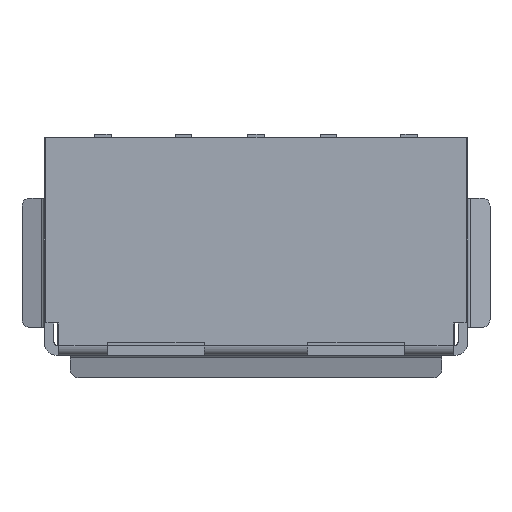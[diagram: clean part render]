
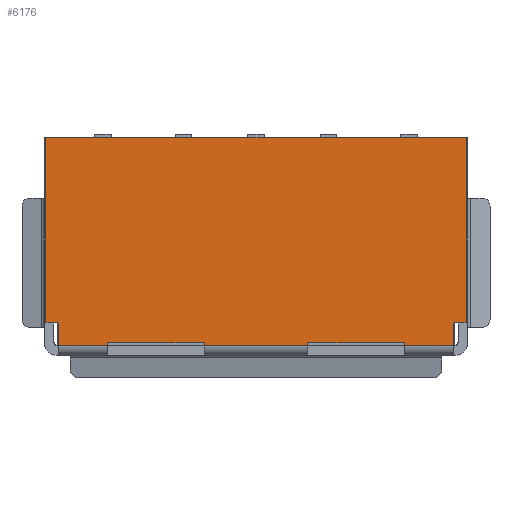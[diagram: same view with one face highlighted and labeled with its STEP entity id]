
A CAD part, left-side view. The second image highlights one B-rep face of the part: STEP entity #6176.
In plain terms, the highlighted planar face has unit normal (-1, 0, 0).
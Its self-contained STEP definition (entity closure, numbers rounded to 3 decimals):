
#326=FACE_OUTER_BOUND('',#647,.T.);
#647=EDGE_LOOP('',(#4337,#4338,#4339,#4340,#4341,#4342,#4343,#4344,#4345,
#4346,#4347,#4348,#4349,#4350,#4351,#4352));
#1134=LINE('',#8815,#1819);
#1227=LINE('',#9049,#1912);
#1230=LINE('',#9054,#1915);
#1232=LINE('',#9059,#1917);
#1235=LINE('',#9067,#1920);
#1240=LINE('',#9076,#1925);
#1241=LINE('',#9080,#1926);
#1245=LINE('',#9090,#1930);
#1249=LINE('',#9098,#1934);
#1253=LINE('',#9108,#1938);
#1255=LINE('',#9114,#1940);
#1259=LINE('',#9119,#1944);
#1260=LINE('',#9121,#1945);
#1262=LINE('',#9124,#1947);
#1265=LINE('',#9128,#1950);
#1266=LINE('',#9130,#1951);
#1819=VECTOR('',#7030,10.);
#1912=VECTOR('',#7233,10.);
#1915=VECTOR('',#7238,10.);
#1917=VECTOR('',#7244,10.);
#1920=VECTOR('',#7251,10.);
#1925=VECTOR('',#7260,10.);
#1926=VECTOR('',#7265,10.);
#1930=VECTOR('',#7273,10.);
#1934=VECTOR('',#7279,10.);
#1938=VECTOR('',#7285,10.);
#1940=VECTOR('',#7291,10.);
#1944=VECTOR('',#7297,10.);
#1945=VECTOR('',#7300,10.);
#1947=VECTOR('',#7304,10.);
#1950=VECTOR('',#7309,10.);
#1951=VECTOR('',#7312,10.);
#2504=VERTEX_POINT('',#8812);
#2505=VERTEX_POINT('',#8814);
#2590=VERTEX_POINT('',#9046);
#2591=VERTEX_POINT('',#9048);
#2592=VERTEX_POINT('',#9053);
#2593=VERTEX_POINT('',#9057);
#2595=VERTEX_POINT('',#9062);
#2596=VERTEX_POINT('',#9065);
#2598=VERTEX_POINT('',#9074);
#2599=VERTEX_POINT('',#9078);
#2601=VERTEX_POINT('',#9083);
#2603=VERTEX_POINT('',#9088);
#2606=VERTEX_POINT('',#9096);
#2610=VERTEX_POINT('',#9105);
#2611=VERTEX_POINT('',#9107);
#2612=VERTEX_POINT('',#9111);
#3111=EDGE_CURVE('',#2504,#2505,#1134,.T.);
#3227=EDGE_CURVE('',#2591,#2590,#1227,.T.);
#3230=EDGE_CURVE('',#2592,#2591,#1230,.T.);
#3233=EDGE_CURVE('',#2593,#2592,#1232,.T.);
#3237=EDGE_CURVE('',#2595,#2596,#1235,.T.);
#3242=EDGE_CURVE('',#2596,#2598,#1240,.T.);
#3244=EDGE_CURVE('',#2598,#2599,#1241,.T.);
#3249=EDGE_CURVE('',#2601,#2603,#1245,.T.);
#3253=EDGE_CURVE('',#2603,#2606,#1249,.T.);
#3257=EDGE_CURVE('',#2611,#2610,#1253,.T.);
#3260=EDGE_CURVE('',#2610,#2612,#1255,.T.);
#3264=EDGE_CURVE('',#2505,#2606,#1259,.T.);
#3265=EDGE_CURVE('',#2612,#2595,#1260,.T.);
#3267=EDGE_CURVE('',#2599,#2593,#1262,.T.);
#3270=EDGE_CURVE('',#2590,#2601,#1265,.T.);
#3271=EDGE_CURVE('',#2611,#2504,#1266,.T.);
#4337=ORIENTED_EDGE('',*,*,#3227,.T.);
#4338=ORIENTED_EDGE('',*,*,#3270,.T.);
#4339=ORIENTED_EDGE('',*,*,#3249,.T.);
#4340=ORIENTED_EDGE('',*,*,#3253,.T.);
#4341=ORIENTED_EDGE('',*,*,#3264,.F.);
#4342=ORIENTED_EDGE('',*,*,#3111,.F.);
#4343=ORIENTED_EDGE('',*,*,#3271,.F.);
#4344=ORIENTED_EDGE('',*,*,#3257,.T.);
#4345=ORIENTED_EDGE('',*,*,#3260,.T.);
#4346=ORIENTED_EDGE('',*,*,#3265,.T.);
#4347=ORIENTED_EDGE('',*,*,#3237,.T.);
#4348=ORIENTED_EDGE('',*,*,#3242,.T.);
#4349=ORIENTED_EDGE('',*,*,#3244,.T.);
#4350=ORIENTED_EDGE('',*,*,#3267,.T.);
#4351=ORIENTED_EDGE('',*,*,#3233,.T.);
#4352=ORIENTED_EDGE('',*,*,#3230,.T.);
#5959=PLANE('',#6546);
#6176=ADVANCED_FACE('',(#326),#5959,.T.);
#6546=AXIS2_PLACEMENT_3D('',#9135,#7318,#7319);
#7030=DIRECTION('',(0.,-1.,0.));
#7233=DIRECTION('',(0.,0.,-1.));
#7238=DIRECTION('',(0.,-1.,0.));
#7244=DIRECTION('',(0.,0.,1.));
#7251=DIRECTION('',(0.,0.,1.));
#7260=DIRECTION('',(0.,-1.,0.));
#7265=DIRECTION('',(0.,0.,-1.));
#7273=DIRECTION('',(0.,0.,1.));
#7279=DIRECTION('',(0.,-1.,0.));
#7285=DIRECTION('',(0.,-1.,0.));
#7291=DIRECTION('',(0.,0.,-1.));
#7297=DIRECTION('',(0.,0.,-1.));
#7300=DIRECTION('',(0.,-1.,0.));
#7304=DIRECTION('',(0.,-1.,0.));
#7309=DIRECTION('',(0.,-1.,0.));
#7312=DIRECTION('',(0.,0.,1.));
#7318=DIRECTION('center_axis',(-1.,0.,0.));
#7319=DIRECTION('ref_axis',(0.,0.,
-1.));
#8812=CARTESIAN_POINT('',(25.807,46.197,37.725));
#8814=CARTESIAN_POINT('',(25.807,33.197,37.725));
#8815=CARTESIAN_POINT('',(25.807,39.697,37.725));
#9046=CARTESIAN_POINT('',(25.807,35.097,31.29));
#9048=CARTESIAN_POINT('',(25.807,35.097,31.385));
#9049=CARTESIAN_POINT('',(25.807,35.097,34.555));
#9053=CARTESIAN_POINT('',(25.807,38.097,31.385));
#9054=CARTESIAN_POINT('',(25.807,38.897,31.385));
#9057=CARTESIAN_POINT('',(25.807,38.097,31.29));
#9059=CARTESIAN_POINT('',(25.807,38.097,34.355));
#9062=CARTESIAN_POINT('',(25.807,44.297,31.29));
#9065=CARTESIAN_POINT('',(25.807,44.297,31.385));
#9067=CARTESIAN_POINT('',(25.807,44.297,34.355));
#9074=CARTESIAN_POINT('',(25.807,41.297,31.385));
#9076=CARTESIAN_POINT('',(25.807,41.997,31.385));
#9078=CARTESIAN_POINT('',(25.807,41.297,31.29));
#9080=CARTESIAN_POINT('',(25.807,41.297,34.555));
#9083=CARTESIAN_POINT('',(25.807,33.597,31.29));
#9088=CARTESIAN_POINT('',(25.807,33.597,31.99));
#9090=CARTESIAN_POINT('',(25.807,33.597,34.507));
#9096=CARTESIAN_POINT('',(25.807,33.197,31.99));
#9098=CARTESIAN_POINT('',(25.807,36.647,31.99));
#9105=CARTESIAN_POINT('',(25.807,45.797,31.99));
#9107=CARTESIAN_POINT('',(25.807,46.197,31.99));
#9108=CARTESIAN_POINT('',(25.807,42.947,31.99));
#9111=CARTESIAN_POINT('',(25.807,45.797,31.29));
#9114=CARTESIAN_POINT('',(25.807,45.797,34.857));
#9119=CARTESIAN_POINT('',(25.807,33.197,37.725));
#9121=CARTESIAN_POINT('',(25.807,39.697,31.29));
#9124=CARTESIAN_POINT('',(25.807,39.697,31.29));
#9128=CARTESIAN_POINT('',(25.807,39.697,31.29));
#9130=CARTESIAN_POINT('',(25.807,46.197,37.725));
#9135=CARTESIAN_POINT('Origin',(25.807,39.697,37.725));
